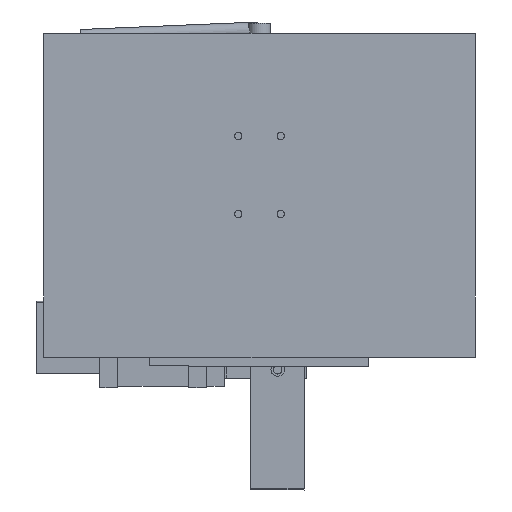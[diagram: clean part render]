
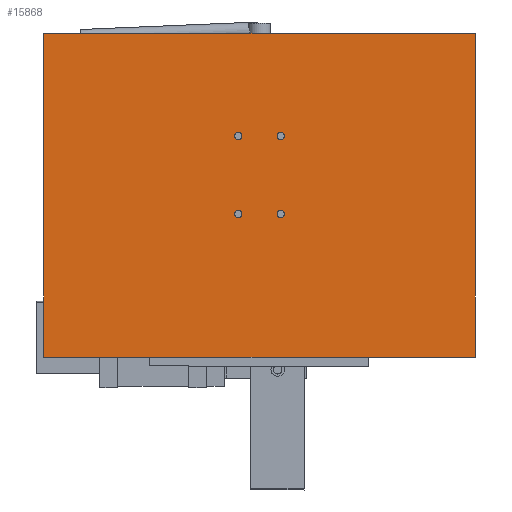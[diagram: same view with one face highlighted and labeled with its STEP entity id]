
A CAD part, front view. The second image highlights one B-rep face of the part: STEP entity #15868.
In plain terms, the highlighted planar face has unit normal (0, -1, 0).
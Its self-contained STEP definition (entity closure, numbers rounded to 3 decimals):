
#2043 = CIRCLE ( 'NONE', #17018, 5.25 ) ;
#2078 = CIRCLE ( 'NONE', #17030, 5.25 ) ;
#2090 = LINE ( 'NONE', #3266, #2116 ) ;
#2116 = VECTOR ( 'NONE', #3269, 1000. ) ;
#2124 = LINE ( 'NONE', #3275, #2126 ) ;
#2126 = VECTOR ( 'NONE', #3284, 1000. ) ;
#2131 = CIRCLE ( 'NONE', #17049, 5.25 ) ;
#2142 = CIRCLE ( 'NONE', #17055, 5.25 ) ;
#2174 = CIRCLE ( 'NONE', #17062, 5.25 ) ;
#2190 = LINE ( 'NONE', #5069, #2191 ) ;
#2191 = VECTOR ( 'NONE', #5070, 1000. ) ;
#2203 = LINE ( 'NONE', #5094, #2204 ) ;
#2204 = VECTOR ( 'NONE', #5095, 1000. ) ;
#3066 = CARTESIAN_POINT ( 'NONE',  ( 334.8, 0., -145. ) ) ;
#3067 = DIRECTION ( 'NONE',  ( 0., -1., 0. ) ) ;
#3068 = DIRECTION ( 'NONE',  ( 0., 0., -1. ) ) ;
#3136 = CARTESIAN_POINT ( 'NONE',  ( 274.8, 0., -145. ) ) ;
#3137 = DIRECTION ( 'NONE',  ( 0., -1., 0. ) ) ;
#3138 = DIRECTION ( 'NONE',  ( 0., 0., -1. ) ) ;
#3266 = CARTESIAN_POINT ( 'NONE',  ( 0., 0., -457.2 ) ) ;
#3269 = DIRECTION ( 'NONE',  ( -1., 0., 0. ) ) ;
#3275 = CARTESIAN_POINT ( 'NONE',  ( 609.6, 0., 0. ) ) ;
#3283 = CARTESIAN_POINT ( 'NONE',  ( 274.8, 0., -145. ) ) ;
#3284 = DIRECTION ( 'NONE',  ( 0., 0., -1. ) ) ;
#3288 = DIRECTION ( 'NONE',  ( 0., -1., 0. ) ) ;
#3289 = DIRECTION ( 'NONE',  ( 0., 0., -1. ) ) ;
#3438 = CARTESIAN_POINT ( 'NONE',  ( 334.8, 0., -255. ) ) ;
#3505 = DIRECTION ( 'NONE',  ( 0., -1., 0. ) ) ;
#3506 = DIRECTION ( 'NONE',  ( 0., 0., -1. ) ) ;
#3596 = CARTESIAN_POINT ( 'NONE',  ( 274.8, 0., -255. ) ) ;
#3598 = DIRECTION ( 'NONE',  ( 0., -1., 0. ) ) ;
#3599 = DIRECTION ( 'NONE',  ( 0., 0., -1. ) ) ;
#4966 = EDGE_LOOP ( 'NONE', ( #17612, #17613 ) ) ;
#5005 = EDGE_LOOP ( 'NONE', ( #17620, #17621, #17622, #17623 ) ) ;
#5008 = EDGE_LOOP ( 'NONE', ( #17618, #17619 ) ) ;
#5009 = EDGE_LOOP ( 'NONE', ( #17616, #17617 ) ) ;
#5013 = EDGE_LOOP ( 'NONE', ( #17614, #17615 ) ) ;
#5069 = CARTESIAN_POINT ( 'NONE',  ( 0., 0., 0. ) ) ;
#5070 = DIRECTION ( 'NONE',  ( 1., 0., 0. ) ) ;
#5094 = CARTESIAN_POINT ( 'NONE',  ( 0., 0., 0. ) ) ;
#5095 = DIRECTION ( 'NONE',  ( 0., 0., 1. ) ) ;
#5149 = CARTESIAN_POINT ( 'NONE',  ( 274.8, 0., -255. ) ) ;
#5160 = DIRECTION ( 'NONE',  ( 0., -1., 0. ) ) ;
#5161 = DIRECTION ( 'NONE',  ( 0., 0., -1. ) ) ;
#5174 = CARTESIAN_POINT ( 'NONE',  ( 334.8, 0., -255. ) ) ;
#5183 = DIRECTION ( 'NONE',  ( 0., -1., 0. ) ) ;
#5184 = DIRECTION ( 'NONE',  ( 0., 0., -1. ) ) ;
#5235 = CARTESIAN_POINT ( 'NONE',  ( 334.8, 0., -145. ) ) ;
#5246 = DIRECTION ( 'NONE',  ( 0., -1., 0. ) ) ;
#5247 = DIRECTION ( 'NONE',  ( 0., 0., -1. ) ) ;
#5395 = CARTESIAN_POINT ( 'NONE',  ( 274.8, 0., -249.75 ) ) ;
#5396 = CARTESIAN_POINT ( 'NONE',  ( 274.8, 0., -260.25 ) ) ;
#5399 = CARTESIAN_POINT ( 'NONE',  ( 334.8, 0., -249.75 ) ) ;
#5400 = CARTESIAN_POINT ( 'NONE',  ( 334.8, 0., -260.25 ) ) ;
#5403 = CARTESIAN_POINT ( 'NONE',  ( 334.8, 0., -139.75 ) ) ;
#5404 = CARTESIAN_POINT ( 'NONE',  ( 334.8, 0., -150.25 ) ) ;
#5407 = CARTESIAN_POINT ( 'NONE',  ( 274.8, 0., -139.75 ) ) ;
#5408 = CARTESIAN_POINT ( 'NONE',  ( 274.8, 0., -150.25 ) ) ;
#5411 = CARTESIAN_POINT ( 'NONE',  ( 0., 0., -457.2 ) ) ;
#5412 = CARTESIAN_POINT ( 'NONE',  ( 0., 0., 0. ) ) ;
#5415 = CARTESIAN_POINT ( 'NONE',  ( 609.6, 0., 0. ) ) ;
#5417 = CARTESIAN_POINT ( 'NONE',  ( 609.6, 0., -457.2 ) ) ;
#5744 = CIRCLE ( 'NONE', #17079, 5.25 ) ;
#5757 = CIRCLE ( 'NONE', #17082, 5.25 ) ;
#5789 = CIRCLE ( 'NONE', #17098, 5.25 ) ;
#5911 = FACE_OUTER_BOUND ( 'NONE', #5005, .T. ) ;
#5915 = FACE_BOUND ( 'NONE', #5013, .T. ) ;
#5917 = FACE_BOUND ( 'NONE', #4966, .T. ) ;
#5919 = FACE_BOUND ( 'NONE', #5009, .T. ) ;
#5921 = FACE_BOUND ( 'NONE', #5008, .T. ) ;
#6926 = PLANE ( 'NONE',  #17160 ) ;
#6933 = CARTESIAN_POINT ( 'NONE',  ( 0., 0., -457.2 ) ) ;
#6935 = DIRECTION ( 'NONE',  ( 0., -1., 0. ) ) ;
#6936 = DIRECTION ( 'NONE',  ( 0., 0., -1. ) ) ;
#15269 = EDGE_CURVE ( 'NONE', #15567, #15566, #2043, .T. ) ;
#15294 = EDGE_CURVE ( 'NONE', #15570, #15571, #2078, .T. ) ;
#15322 = EDGE_CURVE ( 'NONE', #15580, #15574, #2090, .T. ) ;
#15328 = EDGE_CURVE ( 'NONE', #15578, #15580, #2124, .T. ) ;
#15330 = EDGE_CURVE ( 'NONE', #15571, #15570, #2131, .T. ) ;
#15344 = EDGE_CURVE ( 'NONE', #15563, #15562, #2142, .T. ) ;
#15367 = EDGE_CURVE ( 'NONE', #15559, #15558, #2174, .T. ) ;
#15380 = EDGE_CURVE ( 'NONE', #15575, #15578, #2190, .T. ) ;
#15388 = EDGE_CURVE ( 'NONE', #15574, #15575, #2203, .T. ) ;
#15401 = EDGE_CURVE ( 'NONE', #15558, #15559, #5744, .T. ) ;
#15410 = EDGE_CURVE ( 'NONE', #15562, #15563, #5757, .T. ) ;
#15434 = EDGE_CURVE ( 'NONE', #15566, #15567, #5789, .T. ) ;
#15558 = VERTEX_POINT ( 'NONE', #5395 ) ;
#15559 = VERTEX_POINT ( 'NONE', #5396 ) ;
#15562 = VERTEX_POINT ( 'NONE', #5399 ) ;
#15563 = VERTEX_POINT ( 'NONE', #5400 ) ;
#15566 = VERTEX_POINT ( 'NONE', #5403 ) ;
#15567 = VERTEX_POINT ( 'NONE', #5404 ) ;
#15570 = VERTEX_POINT ( 'NONE', #5407 ) ;
#15571 = VERTEX_POINT ( 'NONE', #5408 ) ;
#15574 = VERTEX_POINT ( 'NONE', #5411 ) ;
#15575 = VERTEX_POINT ( 'NONE', #5412 ) ;
#15578 = VERTEX_POINT ( 'NONE', #5415 ) ;
#15580 = VERTEX_POINT ( 'NONE', #5417 ) ;
#15868 = ADVANCED_FACE ( 'NONE', ( #5917, #5915, #5919, #5921, #5911 ), #6926, .T. ) ;
#17018 = AXIS2_PLACEMENT_3D ( 'NONE', #3066, #3067, #3068 ) ;
#17030 = AXIS2_PLACEMENT_3D ( 'NONE', #3136, #3137, #3138 ) ;
#17049 = AXIS2_PLACEMENT_3D ( 'NONE', #3283, #3288, #3289 ) ;
#17055 = AXIS2_PLACEMENT_3D ( 'NONE', #3438, #3505, #3506 ) ;
#17062 = AXIS2_PLACEMENT_3D ( 'NONE', #3596, #3598, #3599 ) ;
#17079 = AXIS2_PLACEMENT_3D ( 'NONE', #5149, #5160, #5161 ) ;
#17082 = AXIS2_PLACEMENT_3D ( 'NONE', #5174, #5183, #5184 ) ;
#17098 = AXIS2_PLACEMENT_3D ( 'NONE', #5235, #5246, #5247 ) ;
#17160 = AXIS2_PLACEMENT_3D ( 'NONE', #6933, #6935, #6936 ) ;
#17612 = ORIENTED_EDGE ( 'NONE', *, *, #15401, .F. ) ;
#17613 = ORIENTED_EDGE ( 'NONE', *, *, #15367, .F. ) ;
#17614 = ORIENTED_EDGE ( 'NONE', *, *, #15410, .F. ) ;
#17615 = ORIENTED_EDGE ( 'NONE', *, *, #15344, .F. ) ;
#17616 = ORIENTED_EDGE ( 'NONE', *, *, #15434, .F. ) ;
#17617 = ORIENTED_EDGE ( 'NONE', *, *, #15269, .F. ) ;
#17618 = ORIENTED_EDGE ( 'NONE', *, *, #15294, .F. ) ;
#17619 = ORIENTED_EDGE ( 'NONE', *, *, #15330, .F. ) ;
#17620 = ORIENTED_EDGE ( 'NONE', *, *, #15388, .F. ) ;
#17621 = ORIENTED_EDGE ( 'NONE', *, *, #15322, .F. ) ;
#17622 = ORIENTED_EDGE ( 'NONE', *, *, #15328, .F. ) ;
#17623 = ORIENTED_EDGE ( 'NONE', *, *, #15380, .F. ) ;
